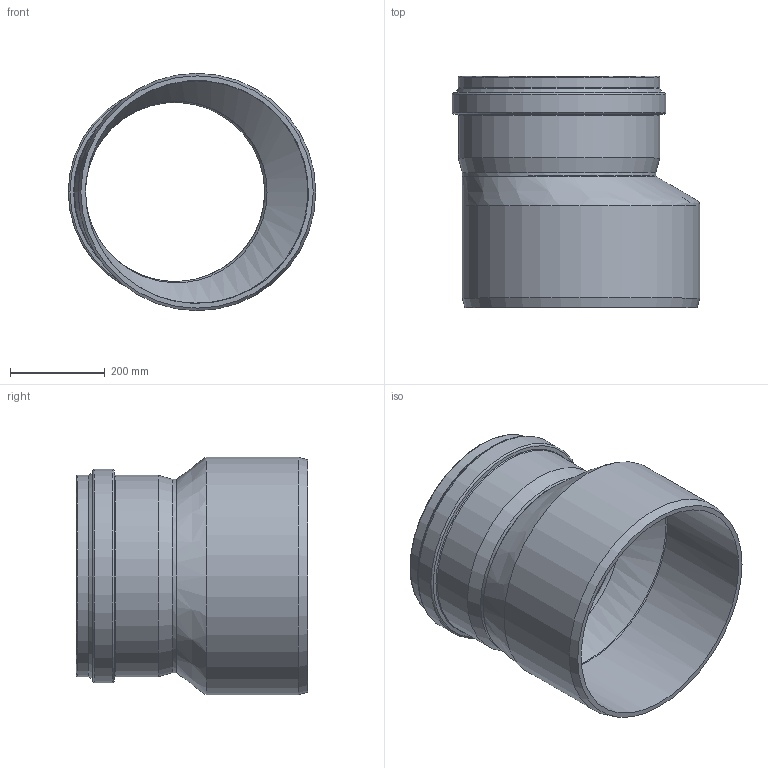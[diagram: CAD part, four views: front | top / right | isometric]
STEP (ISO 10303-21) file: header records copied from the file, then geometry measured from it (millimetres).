
FILE_DESCRIPTION(/* description */ (''),/* implementation_level */ '2;1');
FILE_NAME(/* name */ '771190 KG2000R Reduktion DN_OD 500_400.stp',/* time_stamp */ '2017-02-04T09:19:26+01:00',/* author */ ('user1'),/* organization */ (''),/* preprocessor_version */ 'ST-DEVELOPER v16.1',/* originating_system */ 'Autodesk Inventor 2016',/* authorisation */ '');
FILE_SCHEMA (('AUTOMOTIVE_DESIGN { 1 0 10303 214 3 1 1 }'));
Length unit declared in the file: millimetre
Products named in the file (1): 771190 KG2000R Reduktion DN_OD 500_400
Bounding box: 521.25 x 487 x 500 mm (x, y, z)
Volume: 10081512.2 mm3; surface area: 1509829.1 mm2
Topology: 1 solids, 1 shells, 41 faces, 92 edges, 45 vertices
Faces by surface type: torus 13, cone 10, cylinder 10, bspline 6, plane 2
Full cylindrical faces by diameter (mm): 377.4 x1, 401.7 x1, 402 x1, 407.4 x1, 423.9 x1, 424.2 x1, 427.7 x1, 449.9 x1, 469.4 x1, 500 x1
Entity records: 2625 total; most frequent: CARTESIAN_POINT 1912, DIRECTION 145, ORIENTED_EDGE 96, EDGE_LOOP 76, AXIS2_PLACEMENT_3D 72, EDGE_CURVE 48, VERTEX_POINT 42, FACE_OUTER_BOUND 41
